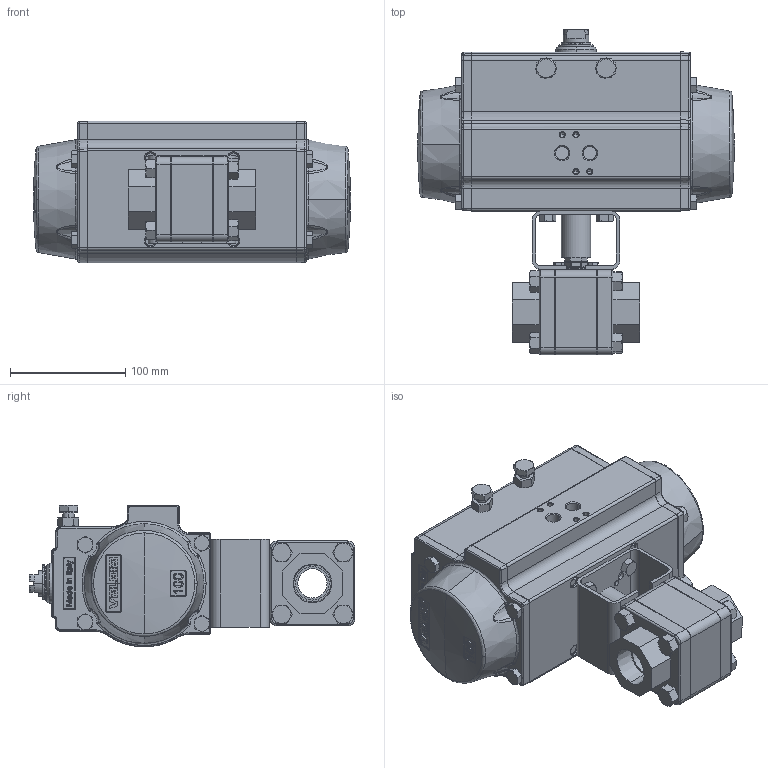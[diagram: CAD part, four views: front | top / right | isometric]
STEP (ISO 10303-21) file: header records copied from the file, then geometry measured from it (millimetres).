
FILE_DESCRIPTION (( 'STEP AP203' ), '1' );
FILE_NAME ('3000F-100-PT_UT-3.STEP', '2017-10-24T19:39:50', ( '' ), ( '' ), 'SwSTEP 2.0', 'SolidWorks 2014', '' );
FILE_SCHEMA (( 'CONFIG_CONTROL_DESIGN' ));
Products named in the file (1): 3000F-100-PT_UT-3
Bounding box: 275.2 x 282.64 x 123.15 mm (x, y, z)
Volume: 3738693.4 mm3; surface area: 291194.4 mm2
Topology: 28 solids, 28 shells, 2140 faces, 5271 edges, 3302 vertices
Faces by surface type: plane 851, bspline 457, cylinder 421, cone 361, sphere 36, torus 14
Entity records: 89099 total; most frequent: CARTESIAN_POINT 41360, ORIENTED_EDGE 10470, DIRECTION 9037, EDGE_CURVE 5235, AXIS2_PLACEMENT_3D 3409, VERTEX_POINT 3302, EDGE_LOOP 2373, VECTOR 2219
